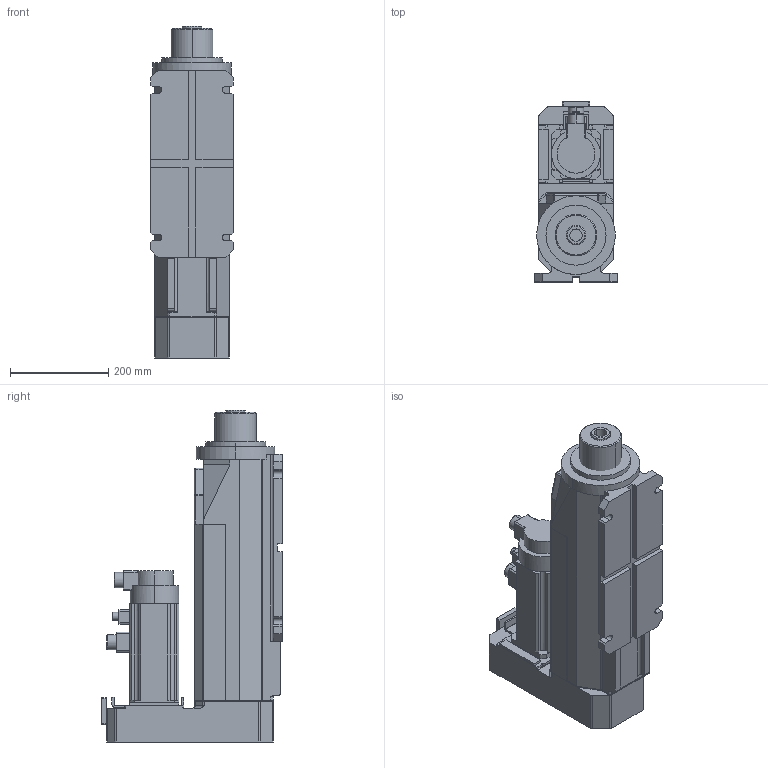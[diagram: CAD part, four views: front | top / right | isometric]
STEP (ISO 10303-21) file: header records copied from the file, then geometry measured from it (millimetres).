
FILE_DESCRIPTION (( 'STEP AP203' ), '1' );
FILE_NAME ('JPU-2004外形図.STEP', '2007-05-30T04:52:03', ( '' ), ( '' ), 'SwSTEP 2.0', 'SolidWorks 2006104', '' );
FILE_SCHEMA (( 'CONFIG_CONTROL_DESIGN' ));
Length unit declared in the file: millimetre
Products named in the file (3): JPU-2004_蹬怮椔; 儔儉_棉太倌; JPU-2004外形図
Assembly tree (2 placements, depth 2):
  JPU-2004外形図
    JPU-2004_蹬怮椔
    儔儉_棉太倌
Bounding box: 168 x 367 x 675 mm (x, y, z)
Volume: 20058234.8 mm3; surface area: 769573.9 mm2
Topology: 2 solids, 2 shells, 386 faces, 1059 edges, 688 vertices
Faces by surface type: plane 244, cylinder 120, bspline 12, cone 10
Entity records: 13032 total; most frequent: CARTESIAN_POINT 2794, ORIENTED_EDGE 2114, DIRECTION 2057, EDGE_CURVE 1057, LINE 763, VECTOR 763, VERTEX_POINT 688, AXIS2_PLACEMENT_3D 647
